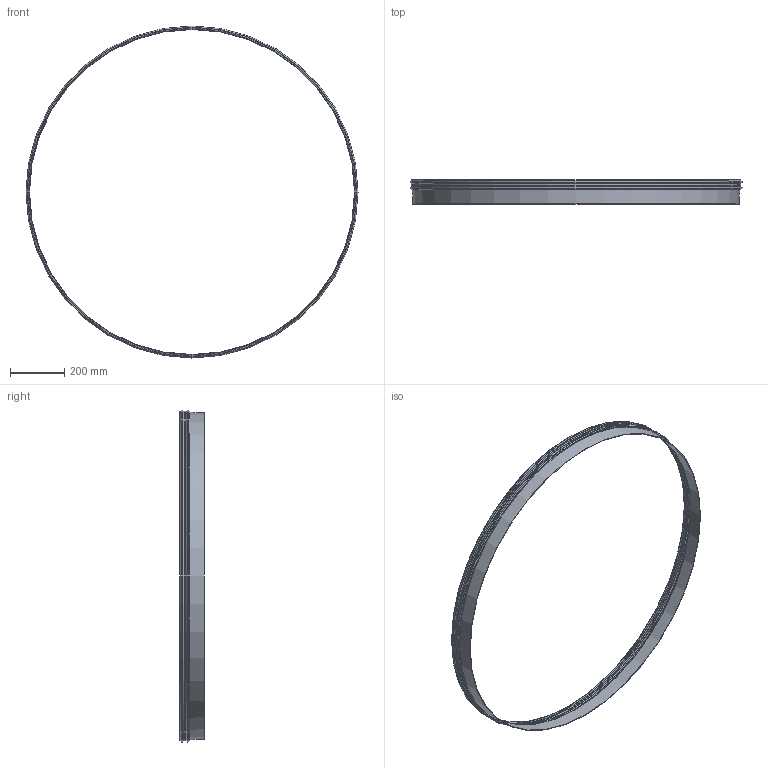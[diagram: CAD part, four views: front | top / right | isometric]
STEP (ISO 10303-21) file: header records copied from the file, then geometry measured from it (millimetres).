
FILE_DESCRIPTION(/* description */ (''),/* implementation_level */ '2;1');
FILE_NAME(/* name */ 'BFM Spigot 1200mm v1.step',/* time_stamp */ '2020-07-29T08:12:05+12:00',/* author */ (''),/* organization */ (''),/* preprocessor_version */ 'ST-DEVELOPER v18.1',/* originating_system */ 'Autodesk Translation Framework v9.3.0.1241',/* authorisation */ '');
FILE_SCHEMA (('AUTOMOTIVE_DESIGN { 1 0 10303 214 3 1 1 }'));
Length unit declared in the file: millimetre
Products named in the file (1): BFM Spigot 1200mm
Bounding box: 1226 x 89 x 1226 mm (x, y, z)
Volume: 707265.5 mm3; surface area: 790316.7 mm2
Topology: 2 solids, 2 shells, 21 faces, 38 edges, 21 vertices
Faces by surface type: cone 12, cylinder 5, plane 4
Full cylindrical faces by diameter (mm): 1213.5 x1, 1217.5 x1, 1222 x2, 1226 x1
Entity records: 549 total; most frequent: DIRECTION 103, CARTESIAN_POINT 81, ORIENTED_EDGE 76, AXIS2_PLACEMENT_3D 43, EDGE_CURVE 38, EDGE_LOOP 25, FACE_OUTER_BOUND 21, CIRCLE 21
